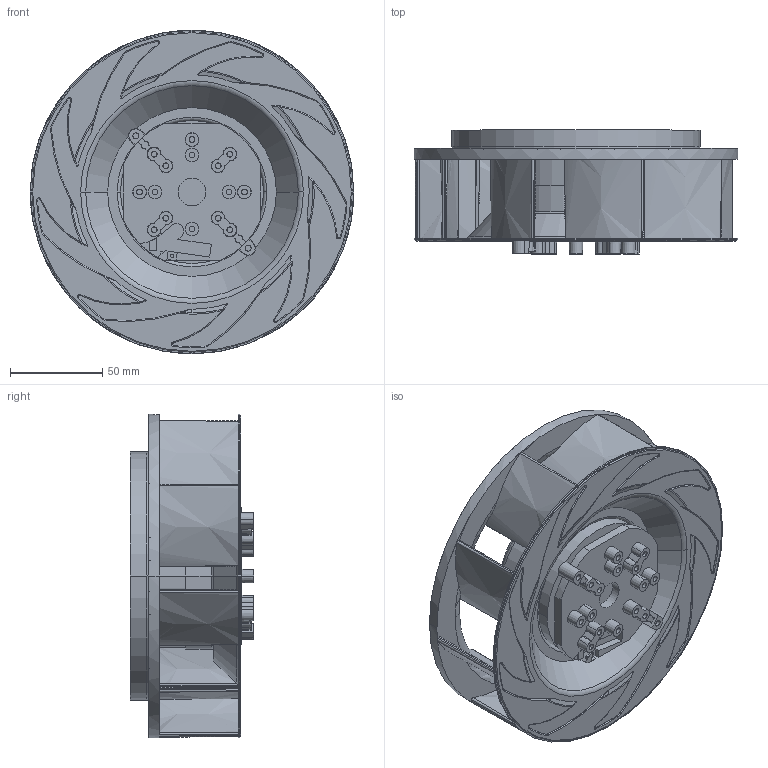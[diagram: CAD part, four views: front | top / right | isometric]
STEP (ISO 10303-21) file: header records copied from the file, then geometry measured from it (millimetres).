
FILE_DESCRIPTION (( 'STEP AP203' ), '1' );
FILE_NAME ('ODB17567_m0.stp', '2022-08-22T13:48:56', ( '' ), ( '' ), 'SwSTEP 2.0', 'SolidWorks 2018', '' );
FILE_SCHEMA (( 'CONFIG_CONTROL_DESIGN' ));
Length unit declared in the file: millimetre
Products named in the file (1): ODB17567_m0
Bounding box: 175 x 67 x 175 mm (x, y, z)
Volume: 329055.5 mm3; surface area: 158145.8 mm2
Topology: 2 solids, 2 shells, 985 faces, 2577 edges, 1667 vertices
Faces by surface type: cone 399, cylinder 211, plane 186, torus 153, bspline 36
Entity records: 34740 total; most frequent: CARTESIAN_POINT 9737, DIRECTION 5678, ORIENTED_EDGE 5154, EDGE_CURVE 2577, AXIS2_PLACEMENT_3D 2500, VERTEX_POINT 1667, CIRCLE 1550, EDGE_LOOP 1082
